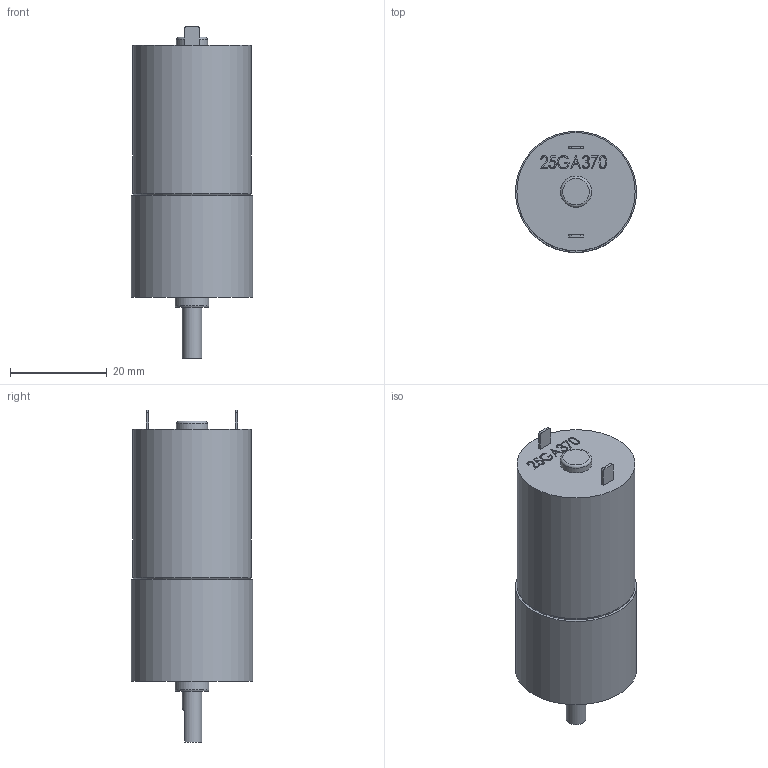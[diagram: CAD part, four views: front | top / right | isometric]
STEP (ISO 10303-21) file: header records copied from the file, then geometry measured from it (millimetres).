
FILE_DESCRIPTION(/* description */ (''),/* implementation_level */ '2;1');
FILE_NAME(/* name */ '25GA370 red26_ipt_7e3fd87c.STEP',/* time_stamp */ '2022-12-24T23:19:08+02:00',/* author */ ('lenovo'),/* organization */ (''),/* preprocessor_version */ 'ST-DEVELOPER v17',/* originating_system */ 'Autodesk Inventor 2019',/* authorisation */ '');
FILE_SCHEMA (('AUTOMOTIVE_DESIGN { 1 0 10303 214 3 1 1 }'));
Length unit declared in the file: millimetre
Products named in the file (1): 25GA370 red26
Bounding box: 25 x 25 x 68.5 mm (x, y, z)
Volume: 25026.9 mm3; surface area: 5420.2 mm2
Topology: 1 solids, 1 shells, 125 faces, 322 edges, 214 vertices
Faces by surface type: plane 62, bspline 46, cylinder 12, torus 3, cone 2
Full cylindrical faces by diameter (mm): 2.5 x2, 4 x1, 6.45 x1, 7 x1, 24.4 x1, 25 x1
Entity records: 6647 total; most frequent: CARTESIAN_POINT 3843, ORIENTED_EDGE 640, DIRECTION 419, EDGE_CURVE 320, VERTEX_POINT 214, LINE 195, VECTOR 195, EDGE_LOOP 142
